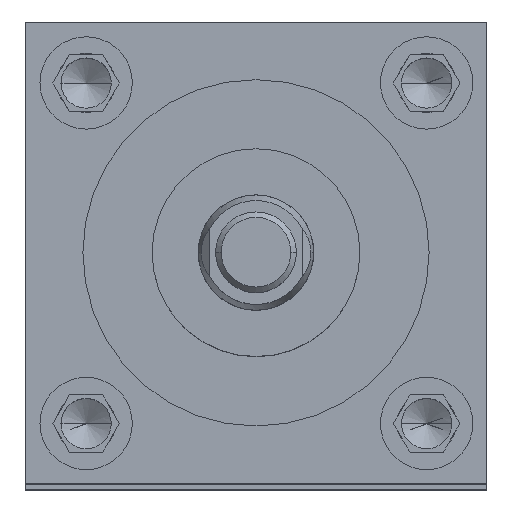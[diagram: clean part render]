
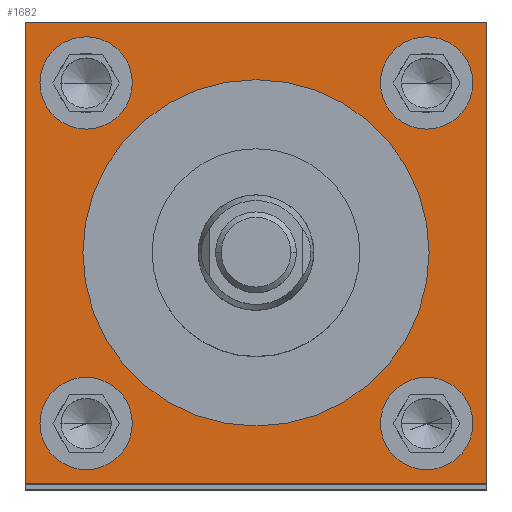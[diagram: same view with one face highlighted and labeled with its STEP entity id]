
A CAD part, top view. The second image highlights one B-rep face of the part: STEP entity #1682.
In plain terms, the highlighted planar face has unit normal (0, 0, 1).
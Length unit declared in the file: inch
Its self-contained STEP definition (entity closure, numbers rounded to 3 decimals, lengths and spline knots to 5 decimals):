
#40 = DIRECTION ( 'NONE',  ( 0., -1., 0. ) ) ;
#147 = PLANE ( 'NONE',  #2731 ) ;
#172 = FACE_BOUND ( 'NONE', #230, .T. ) ;
#201 = FACE_BOUND ( 'NONE', #856, .T. ) ;
#211 = CARTESIAN_POINT ( 'NONE',  ( -1.25, -1.25, 19.625 ) ) ;
#230 = EDGE_LOOP ( 'NONE', ( #2570, #4042 ) ) ;
#275 = DIRECTION ( 'NONE',  ( 0., 0., 1. ) ) ;
#284 = DIRECTION ( 'NONE',  ( 1., 0., 0. ) ) ;
#320 = CIRCLE ( 'NONE', #2291, 0.25 ) ;
#349 = AXIS2_PLACEMENT_3D ( 'NONE', #4249, #6125, #1965 ) ;
#365 = CARTESIAN_POINT ( 'NONE',  ( 0., 0., 19.625 ) ) ;
#495 = EDGE_CURVE ( 'NONE', #3239, #6116, #1913, .T. ) ;
#627 = DIRECTION ( 'NONE',  ( 0., 1., 0. ) ) ;
#715 = AXIS2_PLACEMENT_3D ( 'NONE', #365, #2271, #2804 ) ;
#775 = DIRECTION ( 'NONE',  ( 0., 0., 1. ) ) ;
#813 = CIRCLE ( 'NONE', #4288, 0.25 ) ;
#856 = EDGE_LOOP ( 'NONE', ( #5482, #5957 ) ) ;
#863 = EDGE_CURVE ( 'NONE', #2728, #2854, #5263, .T. ) ;
#1021 = VERTEX_POINT ( 'NONE', #4053 ) ;
#1109 = DIRECTION ( 'NONE',  ( 1., 0., 0. ) ) ;
#1112 = EDGE_CURVE ( 'NONE', #6116, #3239, #4490, .T. ) ;
#1125 = FACE_OUTER_BOUND ( 'NONE', #2929, .T. ) ;
#1143 = CARTESIAN_POINT ( 'NONE',  ( -1.25, 1.25, 19.625 ) ) ;
#1156 = FACE_BOUND ( 'NONE', #4157, .T. ) ;
#1189 = EDGE_CURVE ( 'NONE', #5730, #2192, #4247, .T. ) ;
#1255 = DIRECTION ( 'NONE',  ( 0., 0., 1. ) ) ;
#1289 = DIRECTION ( 'NONE',  ( 1., 0., 0. ) ) ;
#1338 = AXIS2_PLACEMENT_3D ( 'NONE', #2099, #3540, #1605 ) ;
#1342 = DIRECTION ( 'NONE',  ( 0., 0., 1. ) ) ;
#1373 = DIRECTION ( 'NONE',  ( 0., 0., 1. ) ) ;
#1431 = ORIENTED_EDGE ( 'NONE', *, *, #5557, .T. ) ;
#1489 = EDGE_CURVE ( 'NONE', #2013, #2345, #2041, .T. ) ;
#1532 = ORIENTED_EDGE ( 'NONE', *, *, #1572, .F. ) ;
#1561 = CARTESIAN_POINT ( 'NONE',  ( -0.92, 0.92, 19.625 ) ) ;
#1572 = EDGE_CURVE ( 'NONE', #3222, #1021, #5196, .T. ) ;
#1600 = VECTOR ( 'NONE', #627, 39.37008 ) ;
#1602 = EDGE_CURVE ( 'NONE', #2345, #2657, #2022, .T. ) ;
#1605 = DIRECTION ( 'NONE',  ( 1., 0., 0. ) ) ;
#1618 = FACE_BOUND ( 'NONE', #5884, .T. ) ;
#1682 = ADVANCED_FACE ( 'NONE', ( #1156, #1618, #5903, #201, #172, #1125 ), #147, .F. ) ;
#1913 = CIRCLE ( 'NONE', #349, 0.9375 ) ;
#1965 = DIRECTION ( 'NONE',  ( 1., 0., 0. ) ) ;
#1968 = EDGE_CURVE ( 'NONE', #2192, #5730, #5494, .T. ) ;
#1994 = CARTESIAN_POINT ( 'NONE',  ( -1.17, -0.924, 19.625 ) ) ;
#2002 = EDGE_CURVE ( 'NONE', #2854, #2728, #5295, .T. ) ;
#2004 = AXIS2_PLACEMENT_3D ( 'NONE', #1561, #3464, #5349 ) ;
#2013 = VERTEX_POINT ( 'NONE', #1143 ) ;
#2022 = LINE ( 'NONE', #3524, #2512 ) ;
#2041 = LINE ( 'NONE', #3941, #4609 ) ;
#2099 = CARTESIAN_POINT ( 'NONE',  ( 0.924, 0.92, 19.625 ) ) ;
#2151 = CARTESIAN_POINT ( 'NONE',  ( -0.67, 0.92, 19.625 ) ) ;
#2182 = CARTESIAN_POINT ( 'NONE',  ( -0.67, -0.924, 19.625 ) ) ;
#2192 = VERTEX_POINT ( 'NONE', #4372 ) ;
#2247 = CARTESIAN_POINT ( 'NONE',  ( -0.92, -0.924, 19.625 ) ) ;
#2263 = CIRCLE ( 'NONE', #2671, 0.25 ) ;
#2271 = DIRECTION ( 'NONE',  ( 0., 0., 1. ) ) ;
#2291 = AXIS2_PLACEMENT_3D ( 'NONE', #2769, #1342, #6023 ) ;
#2345 = VERTEX_POINT ( 'NONE', #211 ) ;
#2420 = AXIS2_PLACEMENT_3D ( 'NONE', #3974, #5985, #1109 ) ;
#2512 = VECTOR ( 'NONE', #2551, 39.37008 ) ;
#2548 = CARTESIAN_POINT ( 'NONE',  ( -1.25, 1.25, 19.625 ) ) ;
#2551 = DIRECTION ( 'NONE',  ( 1., 0., 0. ) ) ;
#2570 = ORIENTED_EDGE ( 'NONE', *, *, #495, .F. ) ;
#2657 = VERTEX_POINT ( 'NONE', #4278 ) ;
#2671 = AXIS2_PLACEMENT_3D ( 'NONE', #2247, #1255, #1289 ) ;
#2728 = VERTEX_POINT ( 'NONE', #2151 ) ;
#2731 = AXIS2_PLACEMENT_3D ( 'NONE', #5435, #5814, #4517 ) ;
#2742 = CARTESIAN_POINT ( 'NONE',  ( -0.9375, 0., 19.625 ) ) ;
#2769 = CARTESIAN_POINT ( 'NONE',  ( -0.92, -0.924, 19.625 ) ) ;
#2773 = DIRECTION ( 'NONE',  ( 1., 0., 0. ) ) ;
#2804 = DIRECTION ( 'NONE',  ( 1., 0., 0. ) ) ;
#2854 = VERTEX_POINT ( 'NONE', #3961 ) ;
#2929 = EDGE_LOOP ( 'NONE', ( #5642, #4534, #1431, #5440 ) ) ;
#3222 = VERTEX_POINT ( 'NONE', #5871 ) ;
#3239 = VERTEX_POINT ( 'NONE', #3919 ) ;
#3401 = CARTESIAN_POINT ( 'NONE',  ( 1.25, -1.25, 19.625 ) ) ;
#3455 = CARTESIAN_POINT ( 'NONE',  ( 1.174, -0.924, 19.625 ) ) ;
#3464 = DIRECTION ( 'NONE',  ( 0., 0., 1. ) ) ;
#3475 = ORIENTED_EDGE ( 'NONE', *, *, #5217, .F. ) ;
#3490 = LINE ( 'NONE', #2548, #5451 ) ;
#3506 = CARTESIAN_POINT ( 'NONE',  ( 0.924, -0.924, 19.625 ) ) ;
#3524 = CARTESIAN_POINT ( 'NONE',  ( -1.25, -1.25, 19.625 ) ) ;
#3540 = DIRECTION ( 'NONE',  ( 0., 0., 1. ) ) ;
#3596 = EDGE_CURVE ( 'NONE', #5194, #5537, #2263, .T. ) ;
#3848 = EDGE_CURVE ( 'NONE', #4321, #2013, #3490, .T. ) ;
#3862 = LINE ( 'NONE', #3401, #1600 ) ;
#3919 = CARTESIAN_POINT ( 'NONE',  ( 0.9375, 0., 19.625 ) ) ;
#3941 = CARTESIAN_POINT ( 'NONE',  ( -1.25, -1.25, 19.625 ) ) ;
#3961 = CARTESIAN_POINT ( 'NONE',  ( -1.17, 0.92, 19.625 ) ) ;
#3974 = CARTESIAN_POINT ( 'NONE',  ( -0.92, 0.92, 19.625 ) ) ;
#4042 = ORIENTED_EDGE ( 'NONE', *, *, #1112, .F. ) ;
#4053 = CARTESIAN_POINT ( 'NONE',  ( 1.174, 0.92, 19.625 ) ) ;
#4157 = EDGE_LOOP ( 'NONE', ( #4488, #5916 ) ) ;
#4247 = CIRCLE ( 'NONE', #5127, 0.25 ) ;
#4249 = CARTESIAN_POINT ( 'NONE',  ( 0., 0., 19.625 ) ) ;
#4278 = CARTESIAN_POINT ( 'NONE',  ( 1.25, -1.25, 19.625 ) ) ;
#4288 = AXIS2_PLACEMENT_3D ( 'NONE', #5048, #275, #5971 ) ;
#4321 = VERTEX_POINT ( 'NONE', #4637 ) ;
#4372 = CARTESIAN_POINT ( 'NONE',  ( 0.674, -0.924, 19.625 ) ) ;
#4448 = DIRECTION ( 'NONE',  ( -1., 0., 0. ) ) ;
#4488 = ORIENTED_EDGE ( 'NONE', *, *, #1189, .F. ) ;
#4490 = CIRCLE ( 'NONE', #715, 0.9375 ) ;
#4517 = DIRECTION ( 'NONE',  ( -1., 0., 0. ) ) ;
#4534 = ORIENTED_EDGE ( 'NONE', *, *, #1602, .T. ) ;
#4609 = VECTOR ( 'NONE', #40, 39.37008 ) ;
#4637 = CARTESIAN_POINT ( 'NONE',  ( 1.25, 1.25, 19.625 ) ) ;
#4790 = ORIENTED_EDGE ( 'NONE', *, *, #6052, .F. ) ;
#4805 = AXIS2_PLACEMENT_3D ( 'NONE', #3506, #775, #284 ) ;
#4929 = EDGE_LOOP ( 'NONE', ( #5034, #4790 ) ) ;
#5034 = ORIENTED_EDGE ( 'NONE', *, *, #3596, .F. ) ;
#5048 = CARTESIAN_POINT ( 'NONE',  ( 0.924, 0.92, 19.625 ) ) ;
#5127 = AXIS2_PLACEMENT_3D ( 'NONE', #5132, #1373, #2773 ) ;
#5132 = CARTESIAN_POINT ( 'NONE',  ( 0.924, -0.924, 19.625 ) ) ;
#5194 = VERTEX_POINT ( 'NONE', #2182 ) ;
#5196 = CIRCLE ( 'NONE', #1338, 0.25 ) ;
#5217 = EDGE_CURVE ( 'NONE', #1021, #3222, #813, .T. ) ;
#5263 = CIRCLE ( 'NONE', #2004, 0.25 ) ;
#5295 = CIRCLE ( 'NONE', #2420, 0.25 ) ;
#5349 = DIRECTION ( 'NONE',  ( 1., 0., 0. ) ) ;
#5435 = CARTESIAN_POINT ( 'NONE',  ( -1.25, 1.25, 19.625 ) ) ;
#5440 = ORIENTED_EDGE ( 'NONE', *, *, #3848, .T. ) ;
#5451 = VECTOR ( 'NONE', #4448, 39.37008 ) ;
#5482 = ORIENTED_EDGE ( 'NONE', *, *, #863, .F. ) ;
#5494 = CIRCLE ( 'NONE', #4805, 0.25 ) ;
#5537 = VERTEX_POINT ( 'NONE', #1994 ) ;
#5557 = EDGE_CURVE ( 'NONE', #2657, #4321, #3862, .T. ) ;
#5642 = ORIENTED_EDGE ( 'NONE', *, *, #1489, .T. ) ;
#5730 = VERTEX_POINT ( 'NONE', #3455 ) ;
#5814 = DIRECTION ( 'NONE',  ( 0., 0., -1. ) ) ;
#5871 = CARTESIAN_POINT ( 'NONE',  ( 0.674, 0.92, 19.625 ) ) ;
#5884 = EDGE_LOOP ( 'NONE', ( #3475, #1532 ) ) ;
#5903 = FACE_BOUND ( 'NONE', #4929, .T. ) ;
#5916 = ORIENTED_EDGE ( 'NONE', *, *, #1968, .F. ) ;
#5957 = ORIENTED_EDGE ( 'NONE', *, *, #2002, .F. ) ;
#5971 = DIRECTION ( 'NONE',  ( 1., 0., 0. ) ) ;
#5985 = DIRECTION ( 'NONE',  ( 0., 0., 1. ) ) ;
#6023 = DIRECTION ( 'NONE',  ( 1., 0., 0. ) ) ;
#6052 = EDGE_CURVE ( 'NONE', #5537, #5194, #320, .T. ) ;
#6116 = VERTEX_POINT ( 'NONE', #2742 ) ;
#6125 = DIRECTION ( 'NONE',  ( 0., 0., 1. ) ) ;
